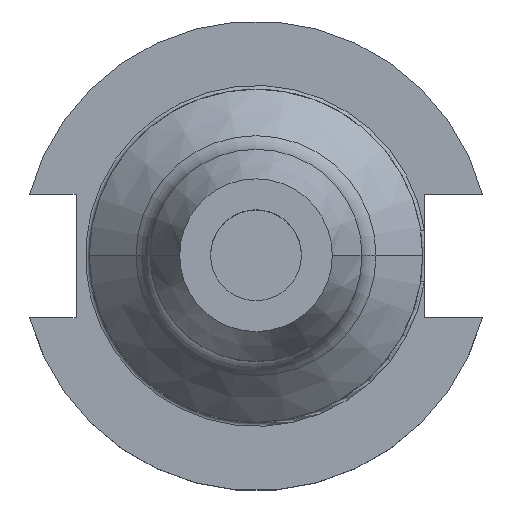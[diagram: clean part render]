
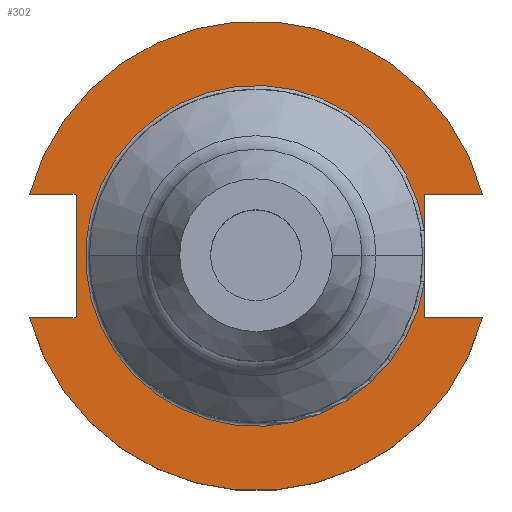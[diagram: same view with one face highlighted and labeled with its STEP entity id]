
A CAD part, top view. The second image highlights one B-rep face of the part: STEP entity #302.
In plain terms, the highlighted planar face has unit normal (0, 0, 1).
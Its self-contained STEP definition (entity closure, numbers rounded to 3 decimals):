
#19 = EDGE_CURVE ( 'NONE', #720, #910, #856, .T. ) ;
#32 = CARTESIAN_POINT ( 'NONE',  ( 35.306, -12.954, 19.05 ) ) ;
#46 = CARTESIAN_POINT ( 'NONE',  ( -63.719, -12.954, 19.05 ) ) ;
#87 = VECTOR ( 'NONE', #621, 1000. ) ;
#94 = VERTEX_POINT ( 'NONE', #941 ) ;
#95 = CARTESIAN_POINT ( 'NONE',  ( 47.477, 12.954, 19.05 ) ) ;
#97 = ORIENTED_EDGE ( 'NONE', *, *, #1141, .F. ) ;
#107 = CARTESIAN_POINT ( 'NONE',  ( 35.306, 5.455, 19.05 ) ) ;
#110 = ORIENTED_EDGE ( 'NONE', *, *, #899, .F. ) ;
#124 = DIRECTION ( 'NONE',  ( -1., 0., 0. ) ) ;
#131 = CARTESIAN_POINT ( 'NONE',  ( 35.306, 12.954, 19.05 ) ) ;
#136 = CARTESIAN_POINT ( 'NONE',  ( 35.306, 12.954, 19.05 ) ) ;
#147 = CARTESIAN_POINT ( 'NONE',  ( 0., 0., 19.05 ) ) ;
#171 = VERTEX_POINT ( 'NONE', #1135 ) ;
#177 = CIRCLE ( 'NONE', #1434, 35.725 ) ;
#196 = EDGE_CURVE ( 'NONE', #1396, #1064, #961, .T. ) ;
#210 = VECTOR ( 'NONE', #1370, 1000. ) ;
#215 = EDGE_CURVE ( 'NONE', #171, #835, #1549, .T. ) ;
#266 = EDGE_LOOP ( 'NONE', ( #1718, #453, #110, #270, #788, #1759, #97, #1779, #1304, #976 ) ) ;
#269 = CARTESIAN_POINT ( 'NONE',  ( 35.306, -5.455, 19.05 ) ) ;
#270 = ORIENTED_EDGE ( 'NONE', *, *, #1349, .F. ) ;
#278 = PLANE ( 'NONE',  #799 ) ;
#288 = VERTEX_POINT ( 'NONE', #95 ) ;
#302 = ADVANCED_FACE ( 'NONE', ( #1778 ), #278, .T. ) ;
#322 = VECTOR ( 'NONE', #1650, 1000. ) ;
#327 = DIRECTION ( 'NONE',  ( 0., 0., -1. ) ) ;
#358 = LINE ( 'NONE', #131, #322 ) ;
#453 = ORIENTED_EDGE ( 'NONE', *, *, #506, .T. ) ;
#461 = CARTESIAN_POINT ( 'NONE',  ( 35.306, -12.954, 19.05 ) ) ;
#466 = LINE ( 'NONE', #562, #87 ) ;
#501 = DIRECTION ( 'NONE',  ( 0., 0., 1. ) ) ;
#506 = EDGE_CURVE ( 'NONE', #720, #719, #177, .T. ) ;
#515 = DIRECTION ( 'NONE',  ( 1., 0., 0. ) ) ;
#562 = CARTESIAN_POINT ( 'NONE',  ( 35.306, 12.954, 19.05 ) ) ;
#581 = VERTEX_POINT ( 'NONE', #136 ) ;
#621 = DIRECTION ( 'NONE',  ( 0., -1., 0. ) ) ;
#635 = CARTESIAN_POINT ( 'NONE',  ( -63.719, 12.954, 19.05 ) ) ;
#662 = DIRECTION ( 'NONE',  ( 1., 0., 0. ) ) ;
#669 = VECTOR ( 'NONE', #124, 1000. ) ;
#719 = VERTEX_POINT ( 'NONE', #107 ) ;
#720 = VERTEX_POINT ( 'NONE', #269 ) ;
#788 = ORIENTED_EDGE ( 'NONE', *, *, #1352, .T. ) ;
#799 = AXIS2_PLACEMENT_3D ( 'NONE', #1245, #501, #515 ) ;
#822 = DIRECTION ( 'NONE',  ( 0., 1., 0. ) ) ;
#828 = CARTESIAN_POINT ( 'NONE',  ( 35.306, 12.954, 19.05 ) ) ;
#835 = VERTEX_POINT ( 'NONE', #1527 ) ;
#856 = LINE ( 'NONE', #828, #1574 ) ;
#872 = DIRECTION ( 'NONE',  ( 1., 0., 0. ) ) ;
#899 = EDGE_CURVE ( 'NONE', #581, #719, #466, .T. ) ;
#910 = VERTEX_POINT ( 'NONE', #461 ) ;
#941 = CARTESIAN_POINT ( 'NONE',  ( -37.719, -12.954, 19.05 ) ) ;
#961 = LINE ( 'NONE', #635, #669 ) ;
#974 = VECTOR ( 'NONE', #822, 1000. ) ;
#976 = ORIENTED_EDGE ( 'NONE', *, *, #1161, .F. ) ;
#1064 = VERTEX_POINT ( 'NONE', #1196 ) ;
#1098 = CARTESIAN_POINT ( 'NONE',  ( -37.719, 12.954, 19.05 ) ) ;
#1135 = CARTESIAN_POINT ( 'NONE',  ( -47.477, -12.954, 19.05 ) ) ;
#1141 = EDGE_CURVE ( 'NONE', #94, #1396, #1325, .T. ) ;
#1161 = EDGE_CURVE ( 'NONE', #910, #835, #1684, .T. ) ;
#1195 = EDGE_CURVE ( 'NONE', #171, #94, #1296, .T. ) ;
#1196 = CARTESIAN_POINT ( 'NONE',  ( -47.477, 12.954, 19.05 ) ) ;
#1204 = AXIS2_PLACEMENT_3D ( 'NONE', #1760, #1453, #662 ) ;
#1245 = CARTESIAN_POINT ( 'NONE',  ( 0., 49.212, 19.05 ) ) ;
#1268 = CARTESIAN_POINT ( 'NONE',  ( 0., 0., 19.05 ) ) ;
#1275 = CARTESIAN_POINT ( 'NONE',  ( -37.719, 12.954, 19.05 ) ) ;
#1296 = LINE ( 'NONE', #46, #1603 ) ;
#1304 = ORIENTED_EDGE ( 'NONE', *, *, #215, .T. ) ;
#1325 = LINE ( 'NONE', #1098, #974 ) ;
#1349 = EDGE_CURVE ( 'NONE', #288, #581, #358, .T. ) ;
#1352 = EDGE_CURVE ( 'NONE', #288, #1064, #1388, .T. ) ;
#1370 = DIRECTION ( 'NONE',  ( 1., 0., 0. ) ) ;
#1388 = CIRCLE ( 'NONE', #1391, 49.212 ) ;
#1391 = AXIS2_PLACEMENT_3D ( 'NONE', #147, #1706, #872 ) ;
#1396 = VERTEX_POINT ( 'NONE', #1275 ) ;
#1434 = AXIS2_PLACEMENT_3D ( 'NONE', #1268, #327, #1459 ) ;
#1453 = DIRECTION ( 'NONE',  ( 0., 0., 1. ) ) ;
#1459 = DIRECTION ( 'NONE',  ( 1., 0., 0. ) ) ;
#1527 = CARTESIAN_POINT ( 'NONE',  ( 47.477, -12.954, 19.05 ) ) ;
#1549 = CIRCLE ( 'NONE', #1204, 49.212 ) ;
#1574 = VECTOR ( 'NONE', #1643, 1000. ) ;
#1599 = DIRECTION ( 'NONE',  ( 1., 0., 0. ) ) ;
#1603 = VECTOR ( 'NONE', #1599, 1000. ) ;
#1643 = DIRECTION ( 'NONE',  ( 0., -1., 0. ) ) ;
#1650 = DIRECTION ( 'NONE',  ( -1., 0., 0. ) ) ;
#1684 = LINE ( 'NONE', #32, #210 ) ;
#1706 = DIRECTION ( 'NONE',  ( 0., 0., 1. ) ) ;
#1718 = ORIENTED_EDGE ( 'NONE', *, *, #19, .F. ) ;
#1759 = ORIENTED_EDGE ( 'NONE', *, *, #196, .F. ) ;
#1760 = CARTESIAN_POINT ( 'NONE',  ( 0., 0., 19.05 ) ) ;
#1778 = FACE_OUTER_BOUND ( 'NONE', #266, .T. ) ;
#1779 = ORIENTED_EDGE ( 'NONE', *, *, #1195, .F. ) ;
